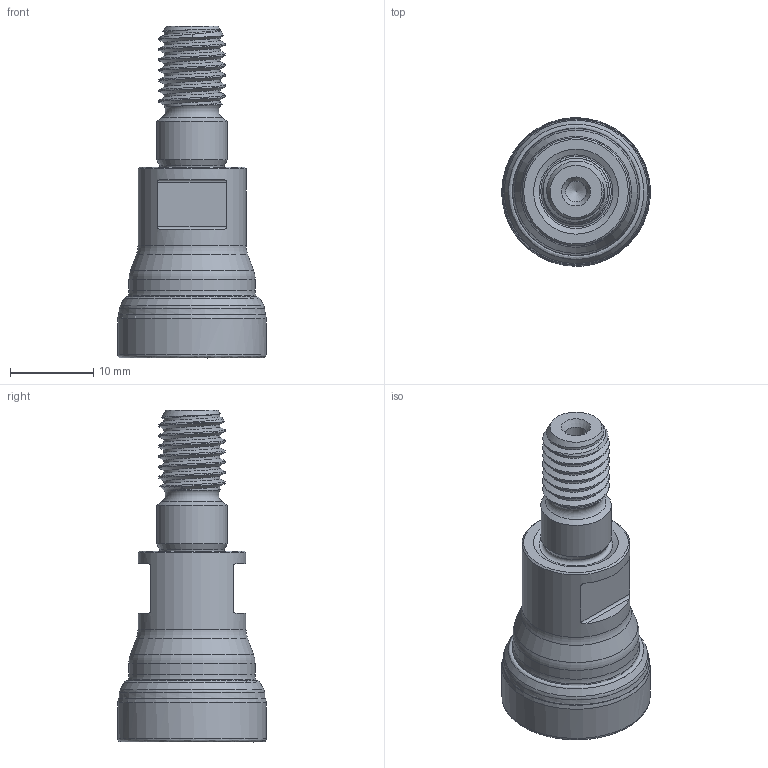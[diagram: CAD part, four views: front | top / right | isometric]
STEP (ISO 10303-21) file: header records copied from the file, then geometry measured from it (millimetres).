
FILE_DESCRIPTION(/* description */ (''),/* implementation_level */ '2;1');
FILE_NAME(/* name */ '17001184.stp',/* time_stamp */ '2024-04-16T13:55:16+09:00',/* author */ (''),/* organization */ (''),/* preprocessor_version */ 'ST-DEVELOPER v16',/* originating_system */ 'SIEMENS PLM Software NX 10.0',/* authorisation */ '');
FILE_SCHEMA (('AP203_CONFIGURATION_CONTROLLED_3D_DESIGN_OF_MECHANICAL_PARTS_AND_ASSEMBLIES_MIM_LF { 1 0 10303 403 2 1 2}'));
Length unit declared in the file: millimetre
Products named in the file (1): 1022418019A30qwf
Bounding box: 17.9 x 17.9 x 39.99 mm (x, y, z)
Volume: 4265.4 mm3; surface area: 2981.8 mm2
Topology: 1 solids, 2 shells, 67 faces, 195 edges, 154 vertices
Faces by surface type: revolution 21, cone 14, cylinder 11, plane 10, torus 9, bspline 2
Full cylindrical faces by diameter (mm): 1.5 x1, 2.5 x1, 8.5 x1, 13 x1, 15.2 x1
Entity records: 4242 total; most frequent: CARTESIAN_POINT 2914, DIRECTION 243, ORIENTED_EDGE 176, EDGE_LOOP 117, FACE_BOUND 104, AXIS2_PLACEMENT_3D 102, EDGE_CURVE 88, VERTEX_POINT 77
